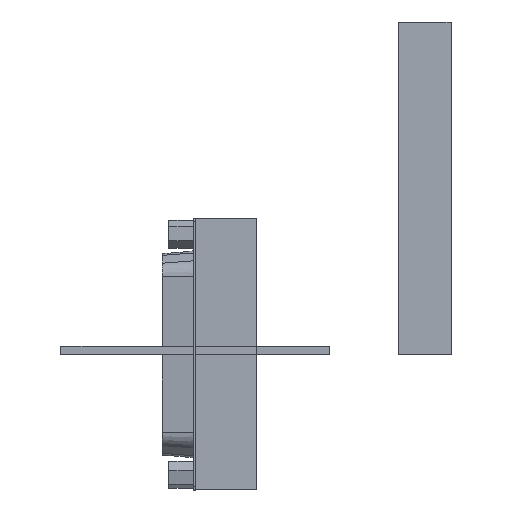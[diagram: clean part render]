
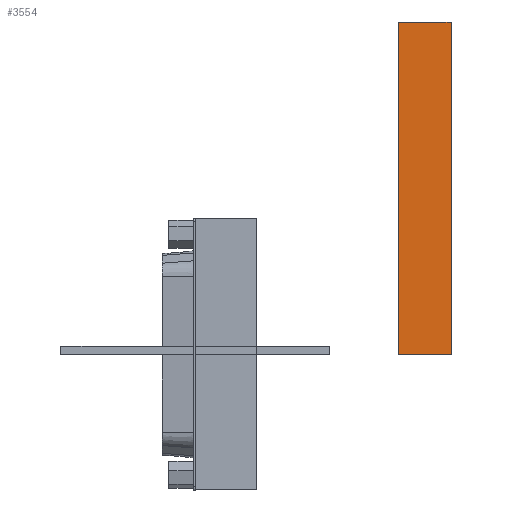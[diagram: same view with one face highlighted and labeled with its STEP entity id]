
A CAD part, front view. The second image highlights one B-rep face of the part: STEP entity #3554.
In plain terms, the highlighted planar face has unit normal (0, -1, 0).
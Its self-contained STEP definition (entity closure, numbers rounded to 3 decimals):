
#741 = VERTEX_POINT('',#742);
#742 = CARTESIAN_POINT('',(50.,20.,0.));
#757 = VERTEX_POINT('',#758);
#758 = CARTESIAN_POINT('',(50.,20.,65.));
#764 = EDGE_CURVE('',#741,#757,#765,.T.);
#765 = LINE('',#766,#767);
#766 = CARTESIAN_POINT('',(50.,20.,60.));
#767 = VECTOR('',#768,1.);
#768 = DIRECTION('',(0.,0.,1.));
#3554 = ADVANCED_FACE('',(#3555),#3580,.T.);
#3555 = FACE_BOUND('',#3556,.T.);
#3556 = EDGE_LOOP('',(#3557,#3565,#3566,#3574));
#3557 = ORIENTED_EDGE('',*,*,#3558,.F.);
#3558 = EDGE_CURVE('',#741,#3559,#3561,.T.);
#3559 = VERTEX_POINT('',#3560);
#3560 = CARTESIAN_POINT('',(39.65,20.,0.));
#3561 = LINE('',#3562,#3563);
#3562 = CARTESIAN_POINT('',(50.,20.,0.));
#3563 = VECTOR('',#3564,1.);
#3564 = DIRECTION('',(-1.,0.,0.));
#3565 = ORIENTED_EDGE('',*,*,#764,.T.);
#3566 = ORIENTED_EDGE('',*,*,#3567,.F.);
#3567 = EDGE_CURVE('',#3568,#757,#3570,.T.);
#3568 = VERTEX_POINT('',#3569);
#3569 = CARTESIAN_POINT('',(39.65,20.,65.));
#3570 = LINE('',#3571,#3572);
#3571 = CARTESIAN_POINT('',(50.,20.,65.));
#3572 = VECTOR('',#3573,1.);
#3573 = DIRECTION('',(1.,0.,0.));
#3574 = ORIENTED_EDGE('',*,*,#3575,.F.);
#3575 = EDGE_CURVE('',#3559,#3568,#3576,.T.);
#3576 = LINE('',#3577,#3578);
#3577 = CARTESIAN_POINT('',(39.65,20.,60.));
#3578 = VECTOR('',#3579,1.);
#3579 = DIRECTION('',(0.,0.,1.));
#3580 = PLANE('',#3581);
#3581 = AXIS2_PLACEMENT_3D('',#3582,#3583,#3584);
#3582 = CARTESIAN_POINT('',(39.65,20.,0.));
#3583 = DIRECTION('',(0.,-1.,0.));
#3584 = DIRECTION('',(0.,0.,-1.));
